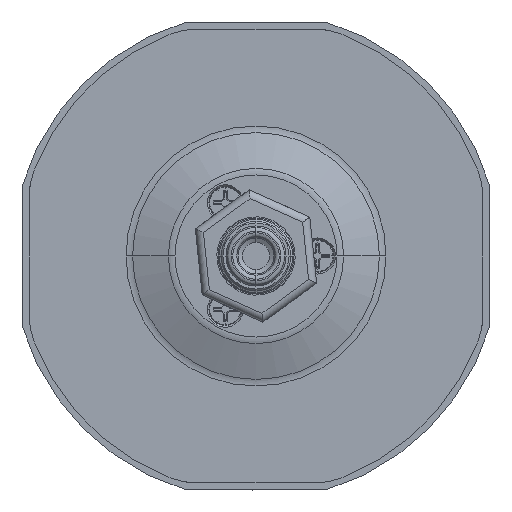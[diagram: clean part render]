
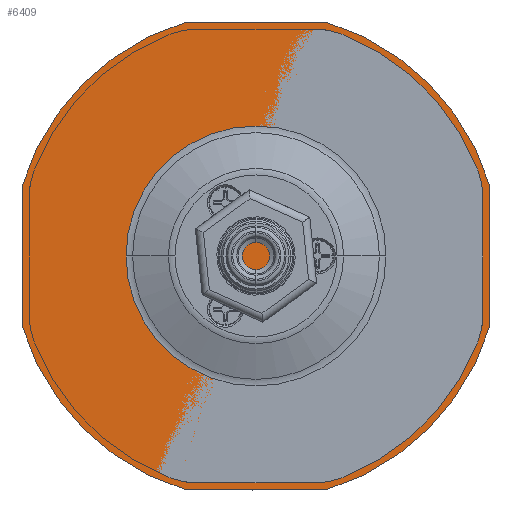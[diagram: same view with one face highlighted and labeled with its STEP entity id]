
A CAD part, front view. The second image highlights one B-rep face of the part: STEP entity #6409.
In plain terms, the highlighted planar face has unit normal (0, -1, 0).
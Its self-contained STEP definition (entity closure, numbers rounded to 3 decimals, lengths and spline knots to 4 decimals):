
#909 = AXIS2_PLACEMENT_3D ( 'NONE', #55846, #89388, #90531 ) ;
#1021 = AXIS2_PLACEMENT_3D ( 'NONE', #106700, #63509, #21425 ) ;
#6409 = ADVANCED_FACE ( 'NONE', ( #19734 ), #65197, .F. ) ;
#7131 = ORIENTED_EDGE ( 'NONE', *, *, #36509, .T. ) ;
#7526 = VECTOR ( 'NONE', #81615, 39.3701 ) ;
#9649 = CARTESIAN_POINT ( 'NONE',  ( 1.0604, 1.0886, -1.5242 ) ) ;
#13514 = DIRECTION ( 'NONE',  ( 0., 0., -1. ) ) ;
#15925 = VECTOR ( 'NONE', #79004, 39.3701 ) ;
#18172 = EDGE_CURVE ( 'NONE', #22960, #108290, #89837, .T. ) ;
#18939 = CARTESIAN_POINT ( 'NONE',  ( -1.0604, 1.0886, 1.5242 ) ) ;
#19734 = FACE_OUTER_BOUND ( 'NONE', #107890, .T. ) ;
#21425 = DIRECTION ( 'NONE',  ( 1., 0., 0. ) ) ;
#22960 = VERTEX_POINT ( 'NONE', #100771 ) ;
#28588 = CARTESIAN_POINT ( 'NONE',  ( 0., 1.0886, 0. ) ) ;
#29388 = VERTEX_POINT ( 'NONE', #61470 ) ;
#30575 = CARTESIAN_POINT ( 'NONE',  ( -1.5242, 1.0886, -0.4549 ) ) ;
#34519 = VERTEX_POINT ( 'NONE', #102740 ) ;
#36509 = EDGE_CURVE ( 'NONE', #82651, #29388, #88292, .T. ) ;
#37862 = LINE ( 'NONE', #108876, #7526 ) ;
#40608 = CARTESIAN_POINT ( 'NONE',  ( 0., 1.0886, 0. ) ) ;
#43419 = DIRECTION ( 'NONE',  ( -1., 0., 0. ) ) ;
#44518 = DIRECTION ( 'NONE',  ( 1., 0., 0. ) ) ;
#46739 = VECTOR ( 'NONE', #13514, 39.3701 ) ;
#48749 = CARTESIAN_POINT ( 'NONE',  ( -1.5242, 1.0886, -1.0604 ) ) ;
#50066 = DIRECTION ( 'NONE',  ( 0., -1., 0. ) ) ;
#51442 = ORIENTED_EDGE ( 'NONE', *, *, #82820, .T. ) ;
#51981 = CIRCLE ( 'NONE', #97348, 1.5906 ) ;
#55846 = CARTESIAN_POINT ( 'NONE',  ( 0., 1.0886, 0. ) ) ;
#58958 = EDGE_CURVE ( 'NONE', #34519, #88014, #60597, .T. ) ;
#60597 = CIRCLE ( 'NONE', #80606, 1.5906 ) ;
#61470 = CARTESIAN_POINT ( 'NONE',  ( 0.4549, 1.0886, 1.5242 ) ) ;
#62166 = LINE ( 'NONE', #18939, #79464 ) ;
#63509 = DIRECTION ( 'NONE',  ( 0., 1., 0. ) ) ;
#65031 = EDGE_CURVE ( 'NONE', #108290, #66148, #90867, .T. ) ;
#65197 = PLANE ( 'NONE',  #1021 ) ;
#66148 = VERTEX_POINT ( 'NONE', #30575 ) ;
#66796 = DIRECTION ( 'NONE',  ( 0., -1., 0. ) ) ;
#68861 = LINE ( 'NONE', #9649, #15925 ) ;
#75709 = ORIENTED_EDGE ( 'NONE', *, *, #58958, .T. ) ;
#76286 = VERTEX_POINT ( 'NONE', #87153 ) ;
#76407 = DIRECTION ( 'NONE',  ( 1., 0., 0. ) ) ;
#77528 = EDGE_CURVE ( 'NONE', #66148, #76286, #51981, .T. ) ;
#79004 = DIRECTION ( 'NONE',  ( 1., 0., 0. ) ) ;
#79464 = VECTOR ( 'NONE', #43419, 39.3701 ) ;
#80606 = AXIS2_PLACEMENT_3D ( 'NONE', #40608, #66796, #76407 ) ;
#80945 = ORIENTED_EDGE ( 'NONE', *, *, #65031, .T. ) ;
#81615 = DIRECTION ( 'NONE',  ( 0., 0., 1. ) ) ;
#81972 = CARTESIAN_POINT ( 'NONE',  ( 1.5242, 1.0886, -0.4549 ) ) ;
#82110 = ORIENTED_EDGE ( 'NONE', *, *, #93555, .T. ) ;
#82651 = VERTEX_POINT ( 'NONE', #86813 ) ;
#82820 = EDGE_CURVE ( 'NONE', #88014, #82651, #37862, .T. ) ;
#86439 = DIRECTION ( 'NONE',  ( 1., 0., 0. ) ) ;
#86813 = CARTESIAN_POINT ( 'NONE',  ( 1.5242, 1.0886, 0.4549 ) ) ;
#87153 = CARTESIAN_POINT ( 'NONE',  ( -0.4549, 1.0886, -1.5242 ) ) ;
#87435 = ORIENTED_EDGE ( 'NONE', *, *, #18172, .T. ) ;
#88014 = VERTEX_POINT ( 'NONE', #81972 ) ;
#88292 = CIRCLE ( 'NONE', #95552, 1.5906 ) ;
#88863 = DIRECTION ( 'NONE',  ( 0., -1., 0. ) ) ;
#88948 = ORIENTED_EDGE ( 'NONE', *, *, #99783, .T. ) ;
#89388 = DIRECTION ( 'NONE',  ( 0., -1., 0. ) ) ;
#89574 = CARTESIAN_POINT ( 'NONE',  ( -1.5242, 1.0886, 0.4549 ) ) ;
#89837 = CIRCLE ( 'NONE', #909, 1.5906 ) ;
#90531 = DIRECTION ( 'NONE',  ( 1., 0., 0. ) ) ;
#90867 = LINE ( 'NONE', #48749, #46739 ) ;
#93555 = EDGE_CURVE ( 'NONE', #76286, #34519, #68861, .T. ) ;
#94432 = CARTESIAN_POINT ( 'NONE',  ( 0., 1.0886, 0. ) ) ;
#95552 = AXIS2_PLACEMENT_3D ( 'NONE', #94432, #50066, #86439 ) ;
#97348 = AXIS2_PLACEMENT_3D ( 'NONE', #28588, #88863, #44518 ) ;
#99783 = EDGE_CURVE ( 'NONE', #29388, #22960, #62166, .T. ) ;
#100771 = CARTESIAN_POINT ( 'NONE',  ( -0.4549, 1.0886, 1.5242 ) ) ;
#102740 = CARTESIAN_POINT ( 'NONE',  ( 0.4549, 1.0886, -1.5242 ) ) ;
#106700 = CARTESIAN_POINT ( 'NONE',  ( 0., 1.0886, 0. ) ) ;
#107890 = EDGE_LOOP ( 'NONE', ( #51442, #7131, #88948, #87435, #80945, #110299, #82110, #75709 ) ) ;
#108290 = VERTEX_POINT ( 'NONE', #89574 ) ;
#108876 = CARTESIAN_POINT ( 'NONE',  ( 1.5242, 1.0886, 1.0604 ) ) ;
#110299 = ORIENTED_EDGE ( 'NONE', *, *, #77528, .T. ) ;
